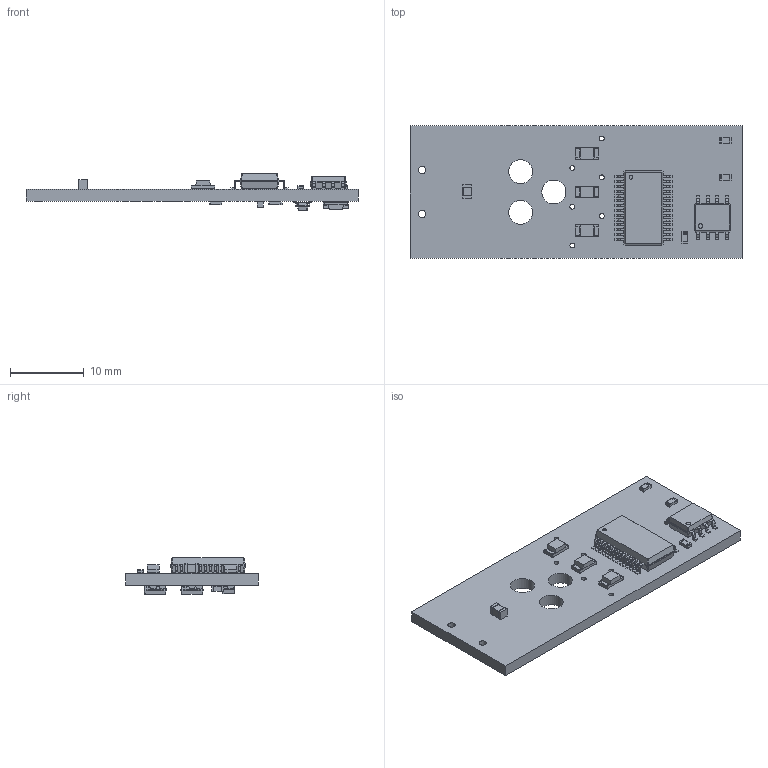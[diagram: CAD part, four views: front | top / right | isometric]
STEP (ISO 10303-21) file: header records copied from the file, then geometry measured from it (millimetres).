
FILE_DESCRIPTION(('KiCad electronic assembly'),'2;1');
FILE_NAME('USB_Board_1.step','2019-08-15T15:10:52',('An Author'),( 'A Company'),'Open CASCADE STEP processor 6.9', 'KiCad to STEP converter','Unknown');
FILE_SCHEMA(('AUTOMOTIVE_DESIGN { 1 0 10303 214 1 1 1 1 }'));
Length unit declared in the file: millimetre
Products named in the file (18): Open CASCADE STEP translator 6.9 1; LED_1206_3216Metric; SOLID; SOIC-8_3.9x4.9mm_P1.27mm; SSOP-28_5.3x10.2mm_P0.65mm; R_0603_1608Metric; SOT-23; D_1206_3216Metric; C_0603_1608Metric; C_0805_2012Metric; COMPOUND
Assembly tree (29 placements, depth 3):
  Open CASCADE STEP translator 6.9 1
    LED_1206_3216Metric  x4
      SOLID
    SOIC-8_3.9x4.9mm_P1.27mm
      SOLID
    SSOP-28_5.3x10.2mm_P0.65mm
      SOLID
    R_0603_1608Metric  x8
      SOLID
    SOT-23  x2
      SOLID
    D_1206_3216Metric  x2
      SOLID
    C_0603_1608Metric
      SOLID
    C_0805_2012Metric
      SOLID
    COMPOUND
Bounding box: 45 x 18 x 5 mm (x, y, z)
Volume: 1428.9 mm3; surface area: 2353 mm2
Topology: 21 solids, 21 shells, 1323 faces, 3467 edges, 2198 vertices
Faces by surface type: plane 856, cylinder 329, bspline 138
Full cylindrical faces by diameter (mm): 0.5 x1, 0.6 x1, 0.65 x6, 1 x2, 3.25 x3
Entity records: 63839 total; most frequent: CARTESIAN_POINT 11792, DIRECTION 8378, LINE 5679, VECTOR 5679, ORIENTED_EDGE 4608, PCURVE 4608, DEFINITIONAL_REPRESENTATION 4608, EDGE_CURVE 2304
